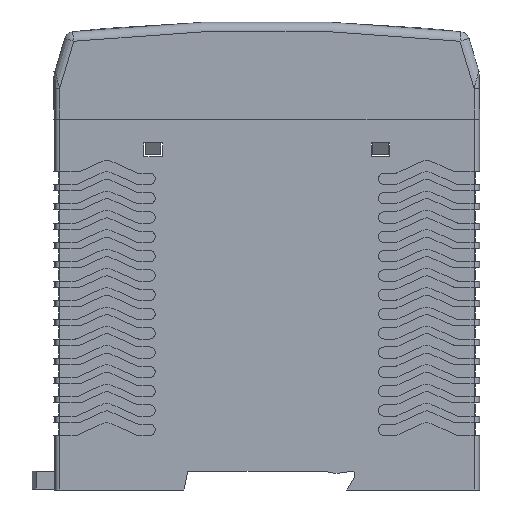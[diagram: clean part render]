
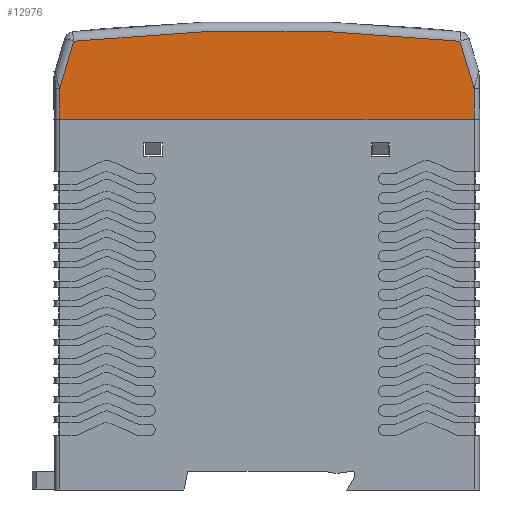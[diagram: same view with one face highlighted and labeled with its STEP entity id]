
A CAD part, front view. The second image highlights one B-rep face of the part: STEP entity #12976.
In plain terms, the highlighted planar face has unit normal (0, -1, 0).
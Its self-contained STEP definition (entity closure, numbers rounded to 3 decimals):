
#760=B_SPLINE_CURVE_WITH_KNOTS('',3,(#71254,#71255,#71256,#71257,#71258,
#71259,#71260,#71261,#71262,#71263,#71264,#71265,#71266,#71267,#71268,#71269),
 .UNSPECIFIED.,.F.,.F.,(4,3,3,3,3,4),(0.,0.123,0.331,
0.539,0.746,1.),.UNSPECIFIED.);
#761=B_SPLINE_CURVE_WITH_KNOTS('',3,(#71274,#71275,#71276,#71277,#71278,
#71279,#71280,#71281,#71282,#71283,#71284,#71285,#71286,#71287,#71288,#71289),
 .UNSPECIFIED.,.F.,.F.,(4,3,3,3,3,4),(0.,0.254,0.461,
0.669,0.877,1.),.UNSPECIFIED.);
#1735=PLANE('',#47568);
#5095=LINE('',#70397,#9410);
#5126=LINE('',#71271,#9441);
#5127=LINE('',#71272,#9442);
#9410=VECTOR('',#57471,1.);
#9441=VECTOR('',#57566,1.);
#9442=VECTOR('',#57567,1.);
#12976=ADVANCED_FACE('',(#15167),#1735,.T.);
#15167=FACE_OUTER_BOUND('',#17285,.T.);
#17285=EDGE_LOOP('',(#28970,#28971,#28972,#28973,#28974,#28975));
#19602=CIRCLE('',#47567,374.35);
#28970=ORIENTED_EDGE('',*,*,#42136,.T.);
#28971=ORIENTED_EDGE('',*,*,#42137,.T.);
#28972=ORIENTED_EDGE('',*,*,#42138,.T.);
#28973=ORIENTED_EDGE('',*,*,#42061,.F.);
#28974=ORIENTED_EDGE('',*,*,#42139,.T.);
#28975=ORIENTED_EDGE('',*,*,#42140,.T.);
#36153=VERTEX_POINT('',#70396);
#36154=VERTEX_POINT('',#70398);
#36220=VERTEX_POINT('',#71252);
#36221=VERTEX_POINT('',#71253);
#36222=VERTEX_POINT('',#71270);
#36223=VERTEX_POINT('',#71273);
#42061=EDGE_CURVE('',#36153,#36154,#5095,.T.);
#42136=EDGE_CURVE('',#36220,#36221,#19602,.T.);
#42137=EDGE_CURVE('',#36221,#36222,#760,.T.);
#42138=EDGE_CURVE('',#36222,#36154,#5126,.T.);
#42139=EDGE_CURVE('',#36153,#36223,#5127,.T.);
#42140=EDGE_CURVE('',#36223,#36220,#761,.T.);
#47567=AXIS2_PLACEMENT_3D('',#71251,#57564,#57565);
#47568=AXIS2_PLACEMENT_3D('',#71290,#57568,#57569);
#57471=DIRECTION('',(-1.,0.,0.));
#57564=DIRECTION('',(0.,-1.,0.));
#57565=DIRECTION('',(0.,0.,-1.));
#57566=DIRECTION('',(0.,0.,-1.));
#57567=DIRECTION('',(0.,0.,1.));
#57568=DIRECTION('',(0.,-1.,0.));
#57569=DIRECTION('',(0.,0.,-1.));
#70396=CARTESIAN_POINT('',(43.774,-20.,78.3));
#70397=CARTESIAN_POINT('',(43.774,-20.,78.3));
#70398=CARTESIAN_POINT('',(-43.774,-20.,78.3));
#71251=CARTESIAN_POINT('',(0.,-20.,-277.35));
#71252=CARTESIAN_POINT('',(40.777,-20.,94.773));
#71253=CARTESIAN_POINT('',(-40.777,-20.,94.773));
#71254=CARTESIAN_POINT('',(-40.777,-20.,94.773));
#71255=CARTESIAN_POINT('',(-40.9,-20.,94.363));
#71256=CARTESIAN_POINT('',(-41.023,-20.,93.953));
#71257=CARTESIAN_POINT('',(-41.146,-20.,93.543));
#71258=CARTESIAN_POINT('',(-41.354,-20.,92.851));
#71259=CARTESIAN_POINT('',(-41.561,-20.,92.159));
#71260=CARTESIAN_POINT('',(-41.769,-20.,91.467));
#71261=CARTESIAN_POINT('',(-41.976,-20.,90.775));
#71262=CARTESIAN_POINT('',(-42.184,-20.,90.083));
#71263=CARTESIAN_POINT('',(-42.392,-20.,89.391));
#71264=CARTESIAN_POINT('',(-42.599,-20.,88.7));
#71265=CARTESIAN_POINT('',(-42.807,-20.,88.008));
#71266=CARTESIAN_POINT('',(-43.014,-20.,87.316));
#71267=CARTESIAN_POINT('',(-43.268,-20.,86.472));
#71268=CARTESIAN_POINT('',(-43.521,-20.,85.627));
#71269=CARTESIAN_POINT('',(-43.774,-20.,84.783));
#71270=CARTESIAN_POINT('',(-43.774,-20.,84.783));
#71271=CARTESIAN_POINT('',(-43.774,-20.,116.3));
#71272=CARTESIAN_POINT('',(43.774,-20.,116.3));
#71273=CARTESIAN_POINT('',(43.774,-20.,84.783));
#71274=CARTESIAN_POINT('',(43.774,-20.,84.783));
#71275=CARTESIAN_POINT('',(43.521,-20.,85.627));
#71276=CARTESIAN_POINT('',(43.268,-20.,86.472));
#71277=CARTESIAN_POINT('',(43.014,-20.,87.316));
#71278=CARTESIAN_POINT('',(42.807,-20.,88.008));
#71279=CARTESIAN_POINT('',(42.599,-20.,88.7));
#71280=CARTESIAN_POINT('',(42.392,-20.,89.391));
#71281=CARTESIAN_POINT('',(42.184,-20.,90.083));
#71282=CARTESIAN_POINT('',(41.976,-20.,90.775));
#71283=CARTESIAN_POINT('',(41.769,-20.,91.467));
#71284=CARTESIAN_POINT('',(41.561,-20.,92.159));
#71285=CARTESIAN_POINT('',(41.354,-20.,92.851));
#71286=CARTESIAN_POINT('',(41.146,-20.,93.543));
#71287=CARTESIAN_POINT('',(41.023,-20.,93.953));
#71288=CARTESIAN_POINT('',(40.9,-20.,94.363));
#71289=CARTESIAN_POINT('',(40.777,-20.,94.773));
#71290=CARTESIAN_POINT('',(43.774,-20.,116.3));
